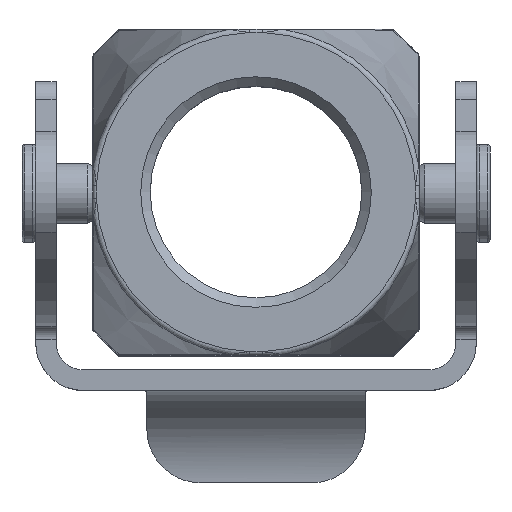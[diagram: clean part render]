
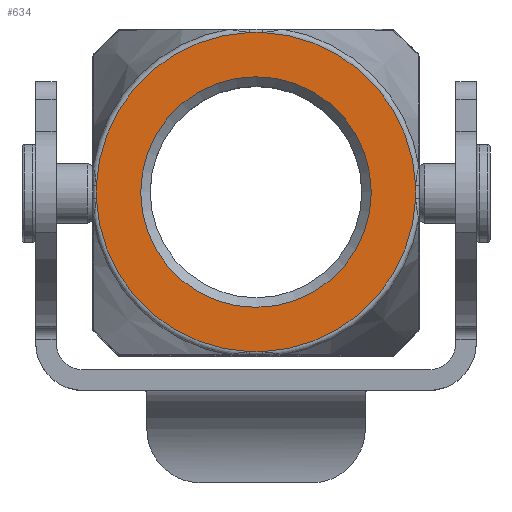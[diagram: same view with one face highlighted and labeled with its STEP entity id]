
A CAD part, top view. The second image highlights one B-rep face of the part: STEP entity #634.
In plain terms, the highlighted planar face has unit normal (0, 0, 1).
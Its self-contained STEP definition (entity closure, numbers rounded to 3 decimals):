
#477=CIRCLE('',#3475,11.709);
#479=CIRCLE('',#3478,11.709);
#486=CIRCLE('',#3488,11.709);
#492=CIRCLE('',#3505,8.45);
#493=CIRCLE('',#3506,11.709);
#634=ADVANCED_FACE('',(#886,#887),#826,.T.);
#826=PLANE('',#3507);
#886=FACE_BOUND('',#979,.T.);
#887=FACE_BOUND('',#980,.T.);
#979=EDGE_LOOP('',(#1483));
#980=EDGE_LOOP('',(#1484,#1485,#1486,#1487,#1488,#1489,#1490,#1491));
#1483=ORIENTED_EDGE('',*,*,#2727,.T.);
#1484=ORIENTED_EDGE('',*,*,#2649,.T.);
#1485=ORIENTED_EDGE('',*,*,#2728,.T.);
#1486=ORIENTED_EDGE('',*,*,#2729,.T.);
#1487=ORIENTED_EDGE('',*,*,#2657,.T.);
#1488=ORIENTED_EDGE('',*,*,#2645,.T.);
#1489=ORIENTED_EDGE('',*,*,#2730,.T.);
#1490=ORIENTED_EDGE('',*,*,#2661,.T.);
#1491=ORIENTED_EDGE('',*,*,#2652,.T.);
#2335=VERTEX_POINT('',#5038);
#2336=VERTEX_POINT('',#5040);
#2339=VERTEX_POINT('',#5070);
#2340=VERTEX_POINT('',#5072);
#2341=VERTEX_POINT('',#5095);
#2343=VERTEX_POINT('',#5148);
#2345=VERTEX_POINT('',#5200);
#2402=VERTEX_POINT('',#5573);
#2403=VERTEX_POINT('',#5575);
#2645=EDGE_CURVE('',#2336,#2335,#477,.T.);
#2649=EDGE_CURVE('',#2340,#2339,#479,.T.);
#2652=EDGE_CURVE('',#2341,#2340,#3084,.T.);
#2657=EDGE_CURVE('',#2343,#2336,#3085,.T.);
#2661=EDGE_CURVE('',#2345,#2341,#486,.T.);
#2727=EDGE_CURVE('',#2402,#2402,#492,.T.);
#2728=EDGE_CURVE('',#2339,#2403,#3117,.T.);
#2729=EDGE_CURVE('',#2403,#2343,#493,.T.);
#2730=EDGE_CURVE('',#2335,#2345,#3118,.T.);
#3084=LINE('',#5094,#3284);
#3085=LINE('',#5147,#3285);
#3117=LINE('',#5574,#3317);
#3118=LINE('',#5577,#3318);
#3284=VECTOR('',#3909,1.);
#3285=VECTOR('',#3918,1.);
#3317=VECTOR('',#3992,1.);
#3318=VECTOR('',#3995,1.);
#3475=AXIS2_PLACEMENT_3D('',#5039,#3897,#3898);
#3478=AXIS2_PLACEMENT_3D('',#5071,#3903,#3904);
#3488=AXIS2_PLACEMENT_3D('',#5199,#3925,#3926);
#3505=AXIS2_PLACEMENT_3D('',#5572,#3990,#3991);
#3506=AXIS2_PLACEMENT_3D('',#5576,#3993,#3994);
#3507=AXIS2_PLACEMENT_3D('',#5578,#3996,#3997);
#3897=DIRECTION('',(0.,0.,1.));
#3898=DIRECTION('',(0.188,-0.982,0.));
#3903=DIRECTION('',(0.,0.,1.));
#3904=DIRECTION('',(0.188,-0.982,0.));
#3909=DIRECTION('',(0.,-1.,0.));
#3918=DIRECTION('',(0.,1.,0.));
#3925=DIRECTION('',(0.,0.,1.));
#3926=DIRECTION('',(0.188,-0.982,0.));
#3990=DIRECTION('',(0.,0.,-1.));
#3991=DIRECTION('',(1.,0.,0.));
#3992=DIRECTION('',(1.,0.,0.));
#3993=DIRECTION('',(0.,0.,1.));
#3994=DIRECTION('',(0.188,-0.982,0.));
#3995=DIRECTION('',(-1.,0.,0.));
#3996=DIRECTION('',(0.,0.,1.));
#3997=DIRECTION('',(1.,0.,0.));
#5038=CARTESIAN_POINT('',(50.468,11.7,0.));
#5039=CARTESIAN_POINT('',(50.,0.,0.));
#5040=CARTESIAN_POINT('',(61.7,0.469,0.));
#5070=CARTESIAN_POINT('',(49.532,-11.7,0.));
#5071=CARTESIAN_POINT('',(50.,0.,0.));
#5072=CARTESIAN_POINT('',(38.3,-0.469,0.));
#5094=CARTESIAN_POINT('',(38.3,0.,0.));
#5095=CARTESIAN_POINT('',(38.3,0.469,0.));
#5147=CARTESIAN_POINT('',(61.7,0.,0.));
#5148=CARTESIAN_POINT('',(61.7,-0.469,0.));
#5199=CARTESIAN_POINT('',(50.,0.,0.));
#5200=CARTESIAN_POINT('',(49.532,11.7,0.));
#5572=CARTESIAN_POINT('',(50.,0.,0.));
#5573=CARTESIAN_POINT('',(58.45,0.,0.));
#5574=CARTESIAN_POINT('',(50.,-11.7,0.));
#5575=CARTESIAN_POINT('',(50.468,-11.7,0.));
#5576=CARTESIAN_POINT('',(50.,0.,0.));
#5577=CARTESIAN_POINT('',(48.117,11.7,0.));
#5578=CARTESIAN_POINT('',(50.,0.,0.));
